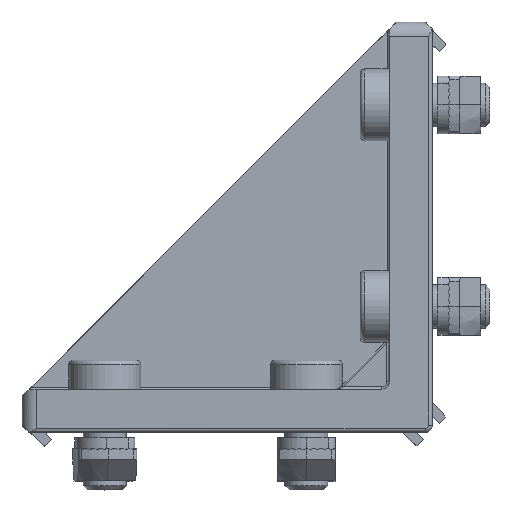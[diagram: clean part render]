
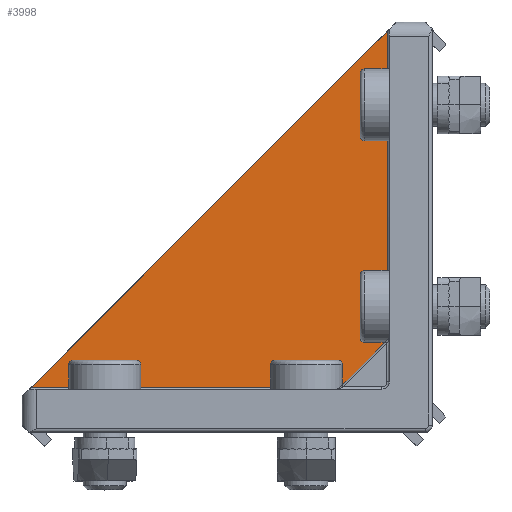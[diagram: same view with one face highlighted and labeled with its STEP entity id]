
A CAD part, top view. The second image highlights one B-rep face of the part: STEP entity #3998.
In plain terms, the highlighted planar face has unit normal (-0.012, 0.012, 1).
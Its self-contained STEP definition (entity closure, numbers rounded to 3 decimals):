
#450=(
BOUNDED_CURVE()
B_SPLINE_CURVE(3,(#6264,#6265,#6266,#6267,#6268,#6269),.UNSPECIFIED.,.F.,
 .F.)
B_SPLINE_CURVE_WITH_KNOTS((4,2,4),(2.356,3.142,3.927),
 .UNSPECIFIED.)
CURVE()
GEOMETRIC_REPRESENTATION_ITEM()
RATIONAL_B_SPLINE_CURVE((1.,1.,1.,1.,1.,1.))
REPRESENTATION_ITEM($)
);
#473=FACE_OUTER_BOUND($,#714,.T.);
#714=EDGE_LOOP($,(#2869,#2870,#2871,#2872));
#1076=LINE($,#6233,#1452);
#1085=LINE($,#6270,#1461);
#1086=LINE($,#6271,#1462);
#1452=VECTOR($,#4815,69.873);
#1461=VECTOR($,#4836,48.711);
#1462=VECTOR($,#4837,48.711);
#1856=VERTEX_POINT($,#6230);
#1857=VERTEX_POINT($,#6232);
#1866=VERTEX_POINT($,#6262);
#1867=VERTEX_POINT($,#6263);
#2246=EDGE_CURVE($,#1856,#1857,#1076,.T.);
#2259=EDGE_CURVE($,#1866,#1867,#450,.T.);
#2260=EDGE_CURVE($,#1867,#1857,#1085,.T.);
#2261=EDGE_CURVE($,#1856,#1866,#1086,.T.);
#2869=ORIENTED_EDGE($,*,*,#2259,.T.);
#2870=ORIENTED_EDGE($,*,*,#2260,.T.);
#2871=ORIENTED_EDGE($,*,*,#2246,.F.);
#2872=ORIENTED_EDGE($,*,*,#2261,.T.);
#3865=PLANE($,#4270);
#3998=ADVANCED_FACE($,(#473),#3865,.T.);
#4270=AXIS2_PLACEMENT_3D($,#6261,#4834,#4835);
#4815=DIRECTION($,(0.707,0.707,0.));
#4834=DIRECTION('center_axis',(-0.012,0.012,1.));
#4835=DIRECTION('ref_axis',(1.,0.,0.012));
#4836=DIRECTION($,(0.,1.,-0.012));
#4837=DIRECTION($,(1.,0.,0.012));
#6230=CARTESIAN_POINT('',(-55.704,6.296,-9.));
#6232=CARTESIAN_POINT('',(-6.296,55.704,-9.));
#6233=CARTESIAN_POINT($,(-57.,5.,-9.));
#6261=CARTESIAN_POINT('Origin',(-57.,5.,-9.));
#6262=CARTESIAN_POINT('',(-6.996,6.296,-8.399));
#6263=CARTESIAN_POINT('',(-6.296,6.996,-8.399));
#6264=CARTESIAN_POINT('Ctrl Pts',(-6.996,6.296,-8.399));
#6265=CARTESIAN_POINT('Ctrl Pts',(-6.813,6.296,-8.397));
#6266=CARTESIAN_POINT('Ctrl Pts',(-6.631,6.372,-8.395));
#6267=CARTESIAN_POINT('Ctrl Pts',(-6.372,6.631,-8.395));
#6268=CARTESIAN_POINT('Ctrl Pts',(-6.296,6.813,-8.397));
#6269=CARTESIAN_POINT('Ctrl Pts',(-6.296,6.996,-8.399));
#6270=CARTESIAN_POINT($,(-6.296,56.,-9.004));
#6271=CARTESIAN_POINT($,(-7.,6.296,-8.399));
